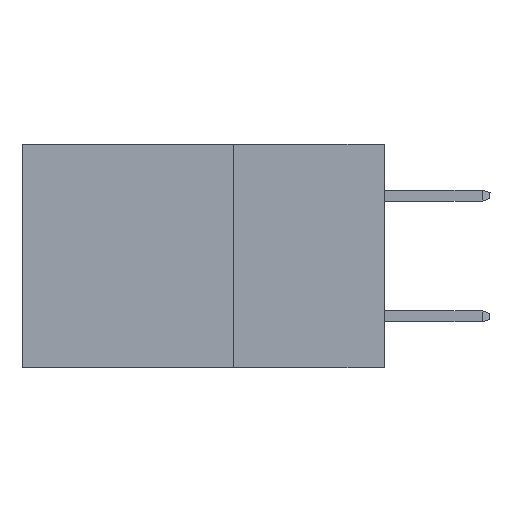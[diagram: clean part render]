
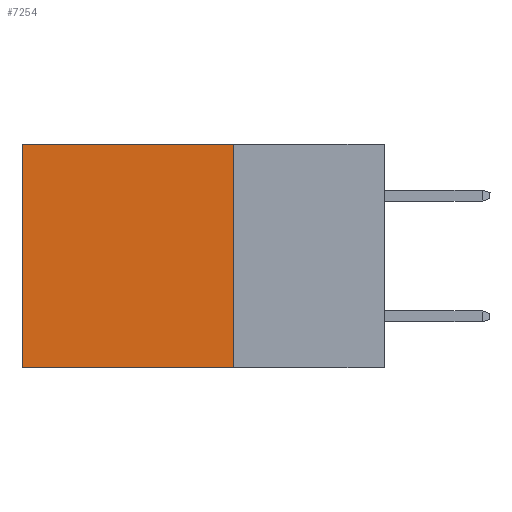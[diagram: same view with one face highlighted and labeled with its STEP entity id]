
A CAD part, left-side view. The second image highlights one B-rep face of the part: STEP entity #7254.
In plain terms, the highlighted planar face has unit normal (-1, 0, 0).
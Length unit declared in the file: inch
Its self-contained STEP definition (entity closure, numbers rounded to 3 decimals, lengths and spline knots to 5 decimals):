
#383 = DIRECTION ( 'NONE',  ( 0., 0., -1. ) ) ;
#596 = ORIENTED_EDGE ( 'NONE', *, *, #10621, .T. ) ;
#1151 = LINE ( 'NONE', #3955, #10514 ) ;
#1318 = VECTOR ( 'NONE', #383, 39.37008 ) ;
#1780 = CARTESIAN_POINT ( 'NONE',  ( 0.298, 0.6, -0.37 ) ) ;
#1958 = FACE_OUTER_BOUND ( 'NONE', #4430, .T. ) ;
#2175 = EDGE_CURVE ( 'NONE', #6756, #8328, #1151, .T. ) ;
#3240 = LINE ( 'NONE', #3948, #4760 ) ;
#3440 = CARTESIAN_POINT ( 'NONE',  ( 0.298, 0.25, -0.37 ) ) ;
#3948 = CARTESIAN_POINT ( 'NONE',  ( 0.298, 0.25, -0.37 ) ) ;
#3955 = CARTESIAN_POINT ( 'NONE',  ( 0.298, 0.6, 0. ) ) ;
#4430 = EDGE_LOOP ( 'NONE', ( #11791, #12476, #7857, #596 ) ) ;
#4760 = VECTOR ( 'NONE', #5923, 39.37008 ) ;
#4925 = EDGE_CURVE ( 'NONE', #12225, #8328, #3240, .T. ) ;
#5923 = DIRECTION ( 'NONE',  ( 0., 1., 0. ) ) ;
#6464 = CARTESIAN_POINT ( 'NONE',  ( 0.298, 0.25, 0. ) ) ;
#6579 = CARTESIAN_POINT ( 'NONE',  ( 0.298, 0.25, 0. ) ) ;
#6756 = VERTEX_POINT ( 'NONE', #12325 ) ;
#6790 = CARTESIAN_POINT ( 'NONE',  ( 0.298, 0.25, 0. ) ) ;
#7254 = ADVANCED_FACE ( 'NONE', ( #1958 ), #8508, .F. ) ;
#7684 = DIRECTION ( 'NONE',  ( 1., 0., 0. ) ) ;
#7821 = DIRECTION ( 'NONE',  ( 0., 0., -1. ) ) ;
#7857 = ORIENTED_EDGE ( 'NONE', *, *, #12382, .F. ) ;
#8270 = AXIS2_PLACEMENT_3D ( 'NONE', #6579, #7684, #10629 ) ;
#8328 = VERTEX_POINT ( 'NONE', #1780 ) ;
#8508 = PLANE ( 'NONE',  #8270 ) ;
#9505 = VECTOR ( 'NONE', #9622, 39.37008 ) ;
#9622 = DIRECTION ( 'NONE',  ( 0., 1., 0. ) ) ;
#9650 = LINE ( 'NONE', #11841, #1318 ) ;
#10514 = VECTOR ( 'NONE', #7821, 39.37008 ) ;
#10621 = EDGE_CURVE ( 'NONE', #11479, #6756, #10859, .T. ) ;
#10629 = DIRECTION ( 'NONE',  ( 0., 0., -1. ) ) ;
#10859 = LINE ( 'NONE', #6790, #9505 ) ;
#11479 = VERTEX_POINT ( 'NONE', #6464 ) ;
#11791 = ORIENTED_EDGE ( 'NONE', *, *, #2175, .T. ) ;
#11841 = CARTESIAN_POINT ( 'NONE',  ( 0.298, 0.25, 0. ) ) ;
#12225 = VERTEX_POINT ( 'NONE', #3440 ) ;
#12325 = CARTESIAN_POINT ( 'NONE',  ( 0.298, 0.6, 0. ) ) ;
#12382 = EDGE_CURVE ( 'NONE', #11479, #12225, #9650, .T. ) ;
#12476 = ORIENTED_EDGE ( 'NONE', *, *, #4925, .F. ) ;
